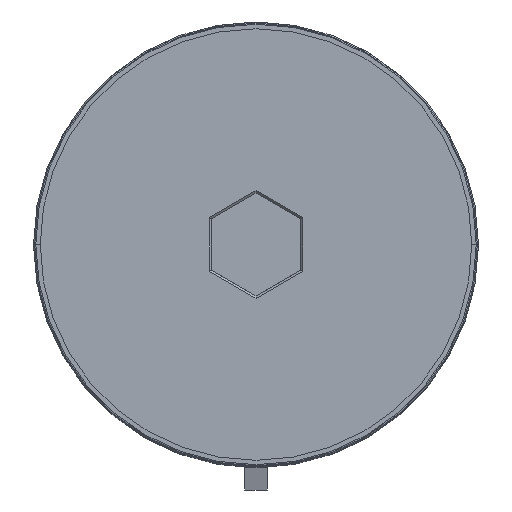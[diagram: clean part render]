
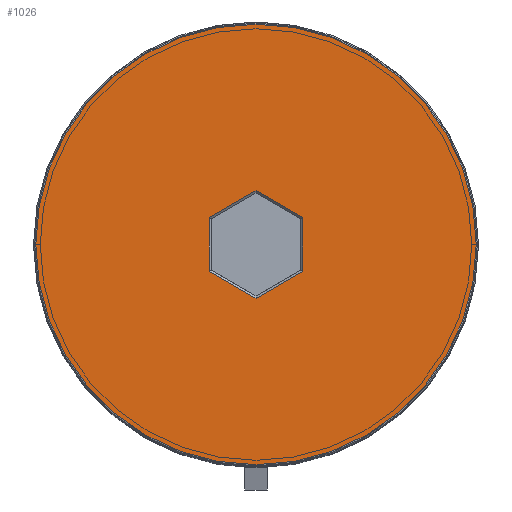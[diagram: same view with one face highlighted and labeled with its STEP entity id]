
A CAD part, top view. The second image highlights one B-rep face of the part: STEP entity #1026.
In plain terms, the highlighted planar face has unit normal (0, 0, 1).
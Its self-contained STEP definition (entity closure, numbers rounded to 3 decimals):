
#12 = DIRECTION ( 'NONE',  ( 1., 0., 0. ) ) ;
#22 = CARTESIAN_POINT ( 'NONE',  ( -2.05, -1.241, 0. ) ) ;
#44 = EDGE_CURVE ( 'NONE', #2014, #1267, #1638, .T. ) ;
#60 = VECTOR ( 'NONE', #361, 1000. ) ;
#80 = CARTESIAN_POINT ( 'NONE',  ( -2.1, 1.155, 0. ) ) ;
#106 = VERTEX_POINT ( 'NONE', #1802 ) ;
#116 = CARTESIAN_POINT ( 'NONE',  ( 0., 0., 0. ) ) ;
#127 = ORIENTED_EDGE ( 'NONE', *, *, #135, .T. ) ;
#135 = EDGE_CURVE ( 'NONE', #1267, #933, #1627, .T. ) ;
#153 = DIRECTION ( 'NONE',  ( -0.866, -0.5, 0. ) ) ;
#248 = ORIENTED_EDGE ( 'NONE', *, *, #554, .T. ) ;
#308 = VECTOR ( 'NONE', #153, 1000. ) ;
#313 = CARTESIAN_POINT ( 'NONE',  ( 0.05, -2.396, 0. ) ) ;
#355 = DIRECTION ( 'NONE',  ( 0., 0., 1. ) ) ;
#361 = DIRECTION ( 'NONE',  ( 0.866, 0.5, 0. ) ) ;
#374 = VECTOR ( 'NONE', #1338, 1000. ) ;
#383 = CARTESIAN_POINT ( 'NONE',  ( -0.05, 2.396, 0. ) ) ;
#447 = CIRCLE ( 'NONE', #1966, 9.9 ) ;
#483 = ORIENTED_EDGE ( 'NONE', *, *, #1594, .T. ) ;
#537 = CIRCLE ( 'NONE', #1454, 9.9 ) ;
#553 = DIRECTION ( 'NONE',  ( 1., 0., 0. ) ) ;
#554 = EDGE_CURVE ( 'NONE', #1877, #106, #537, .T. ) ;
#592 = CARTESIAN_POINT ( 'NONE',  ( 2.1, -1.212, 0. ) ) ;
#594 = FACE_BOUND ( 'NONE', #1561, .T. ) ;
#628 = DIRECTION ( 'NONE',  ( 0., 0., 1. ) ) ;
#683 = CARTESIAN_POINT ( 'NONE',  ( 0., 2.425, 0. ) ) ;
#696 = CARTESIAN_POINT ( 'NONE',  ( 0., 0., 0. ) ) ;
#768 = LINE ( 'NONE', #80, #978 ) ;
#861 = ORIENTED_EDGE ( 'NONE', *, *, #1729, .T. ) ;
#911 = FACE_OUTER_BOUND ( 'NONE', #1291, .T. ) ;
#924 = ORIENTED_EDGE ( 'NONE', *, *, #44, .T. ) ;
#933 = VERTEX_POINT ( 'NONE', #1031 ) ;
#978 = VECTOR ( 'NONE', #2021, 1000. ) ;
#985 = ORIENTED_EDGE ( 'NONE', *, *, #1507, .T. ) ;
#1026 = ADVANCED_FACE ( 'NONE', ( #911, #594 ), #1700, .T. ) ;
#1027 = LINE ( 'NONE', #1964, #1086 ) ;
#1031 = CARTESIAN_POINT ( 'NONE',  ( 2.1, 1.212, 0. ) ) ;
#1086 = VECTOR ( 'NONE', #1498, 1000. ) ;
#1097 = LINE ( 'NONE', #313, #308 ) ;
#1129 = VERTEX_POINT ( 'NONE', #1947 ) ;
#1267 = VERTEX_POINT ( 'NONE', #683 ) ;
#1291 = EDGE_LOOP ( 'NONE', ( #1795, #248 ) ) ;
#1338 = DIRECTION ( 'NONE',  ( -0.866, 0.5, 0. ) ) ;
#1418 = VECTOR ( 'NONE', #1908, 1000. ) ;
#1444 = CARTESIAN_POINT ( 'NONE',  ( 0., 0., 0. ) ) ;
#1451 = ORIENTED_EDGE ( 'NONE', *, *, #1764, .T. ) ;
#1454 = AXIS2_PLACEMENT_3D ( 'NONE', #696, #355, #553 ) ;
#1498 = DIRECTION ( 'NONE',  ( 0., -1., 0. ) ) ;
#1501 = VERTEX_POINT ( 'NONE', #1855 ) ;
#1507 = EDGE_CURVE ( 'NONE', #1501, #2014, #768, .T. ) ;
#1514 = VERTEX_POINT ( 'NONE', #592 ) ;
#1561 = EDGE_LOOP ( 'NONE', ( #483, #861, #985, #924, #127, #1451 ) ) ;
#1594 = EDGE_CURVE ( 'NONE', #1514, #1129, #1097, .T. ) ;
#1596 = CARTESIAN_POINT ( 'NONE',  ( -2.1, 1.212, 0. ) ) ;
#1627 = LINE ( 'NONE', #1867, #1418 ) ;
#1630 = EDGE_CURVE ( 'NONE', #106, #1877, #447, .T. ) ;
#1638 = LINE ( 'NONE', #383, #60 ) ;
#1647 = LINE ( 'NONE', #22, #374 ) ;
#1700 = PLANE ( 'NONE',  #1725 ) ;
#1713 = DIRECTION ( 'NONE',  ( 0., 0., 1. ) ) ;
#1725 = AXIS2_PLACEMENT_3D ( 'NONE', #116, #1713, #1734 ) ;
#1729 = EDGE_CURVE ( 'NONE', #1129, #1501, #1647, .T. ) ;
#1734 = DIRECTION ( 'NONE',  ( 1., 0., 0. ) ) ;
#1764 = EDGE_CURVE ( 'NONE', #933, #1514, #1027, .T. ) ;
#1795 = ORIENTED_EDGE ( 'NONE', *, *, #1630, .T. ) ;
#1802 = CARTESIAN_POINT ( 'NONE',  ( 9.9, 0., 0. ) ) ;
#1855 = CARTESIAN_POINT ( 'NONE',  ( -2.1, -1.212, 0. ) ) ;
#1867 = CARTESIAN_POINT ( 'NONE',  ( 2.05, 1.241, 0. ) ) ;
#1877 = VERTEX_POINT ( 'NONE', #2005 ) ;
#1908 = DIRECTION ( 'NONE',  ( 0.866, -0.5, 0. ) ) ;
#1947 = CARTESIAN_POINT ( 'NONE',  ( 0., -2.425, 0. ) ) ;
#1964 = CARTESIAN_POINT ( 'NONE',  ( 2.1, -1.155, 0. ) ) ;
#1966 = AXIS2_PLACEMENT_3D ( 'NONE', #1444, #628, #12 ) ;
#2005 = CARTESIAN_POINT ( 'NONE',  ( -9.9, 0., 0. ) ) ;
#2014 = VERTEX_POINT ( 'NONE', #1596 ) ;
#2021 = DIRECTION ( 'NONE',  ( 0., 1., 0. ) ) ;
